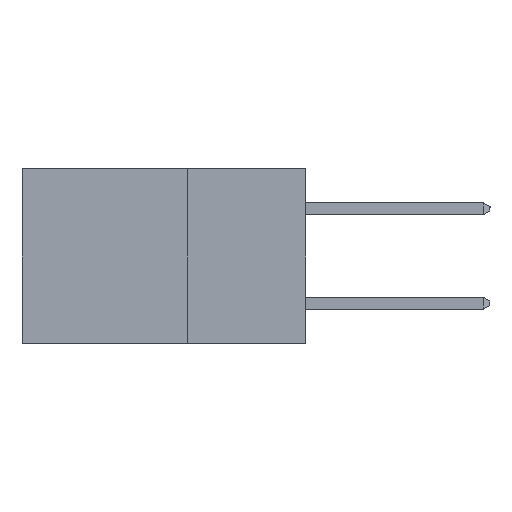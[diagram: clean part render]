
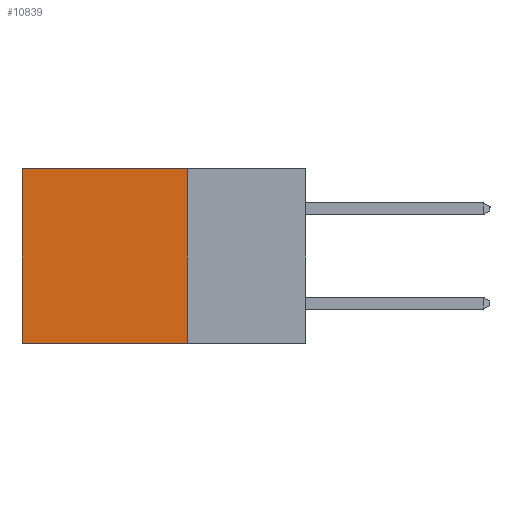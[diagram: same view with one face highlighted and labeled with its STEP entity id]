
A CAD part, left-side view. The second image highlights one B-rep face of the part: STEP entity #10839.
In plain terms, the highlighted planar face has unit normal (-1, 0, 0).
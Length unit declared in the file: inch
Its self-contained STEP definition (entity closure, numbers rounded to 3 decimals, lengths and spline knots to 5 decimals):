
#442 = CARTESIAN_POINT ( 'NONE',  ( 0.2615, 0.6, -0.37 ) ) ;
#677 = PLANE ( 'NONE',  #4588 ) ;
#843 = CARTESIAN_POINT ( 'NONE',  ( 0.2615, 0.6, -0.37 ) ) ;
#888 = VECTOR ( 'NONE', #6017, 39.37008 ) ;
#1321 = ORIENTED_EDGE ( 'NONE', *, *, #2289, .T. ) ;
#1333 = VERTEX_POINT ( 'NONE', #11329 ) ;
#1613 = EDGE_LOOP ( 'NONE', ( #1321, #3607, #6171, #10499 ) ) ;
#1743 = VECTOR ( 'NONE', #5244, 39.37008 ) ;
#1898 = EDGE_CURVE ( 'NONE', #11500, #1333, #11735, .T. ) ;
#1964 = CARTESIAN_POINT ( 'NONE',  ( 0.2615, 0.25, 0. ) ) ;
#2210 = CARTESIAN_POINT ( 'NONE',  ( 0.2615, 0.25, 0. ) ) ;
#2289 = EDGE_CURVE ( 'NONE', #1333, #5448, #5003, .T. ) ;
#3554 = DIRECTION ( 'NONE',  ( 0., 0., -1. ) ) ;
#3607 = ORIENTED_EDGE ( 'NONE', *, *, #7264, .F. ) ;
#4220 = VECTOR ( 'NONE', #6064, 39.37008 ) ;
#4588 = AXIS2_PLACEMENT_3D ( 'NONE', #7190, #12069, #3554 ) ;
#5003 = LINE ( 'NONE', #442, #7679 ) ;
#5244 = DIRECTION ( 'NONE',  ( 0., 1., 0. ) ) ;
#5448 = VERTEX_POINT ( 'NONE', #843 ) ;
#6017 = DIRECTION ( 'NONE',  ( 0., 1., 0. ) ) ;
#6064 = DIRECTION ( 'NONE',  ( 0., 0., -1. ) ) ;
#6171 = ORIENTED_EDGE ( 'NONE', *, *, #12133, .F. ) ;
#7190 = CARTESIAN_POINT ( 'NONE',  ( 0.2615, 0.25, -0.37 ) ) ;
#7264 = EDGE_CURVE ( 'NONE', #8995, #5448, #12082, .T. ) ;
#7679 = VECTOR ( 'NONE', #11662, 39.37008 ) ;
#7960 = LINE ( 'NONE', #11971, #4220 ) ;
#8303 = FACE_OUTER_BOUND ( 'NONE', #1613, .T. ) ;
#8995 = VERTEX_POINT ( 'NONE', #11096 ) ;
#10499 = ORIENTED_EDGE ( 'NONE', *, *, #1898, .T. ) ;
#10839 = ADVANCED_FACE ( 'NONE', ( #8303 ), #677, .F. ) ;
#11096 = CARTESIAN_POINT ( 'NONE',  ( 0.2615, 0.25, -0.37 ) ) ;
#11329 = CARTESIAN_POINT ( 'NONE',  ( 0.2615, 0.6, 0. ) ) ;
#11500 = VERTEX_POINT ( 'NONE', #1964 ) ;
#11662 = DIRECTION ( 'NONE',  ( 0., 0., -1. ) ) ;
#11735 = LINE ( 'NONE', #2210, #888 ) ;
#11834 = CARTESIAN_POINT ( 'NONE',  ( 0.2615, 0.25, -0.37 ) ) ;
#11971 = CARTESIAN_POINT ( 'NONE',  ( 0.2615, 0.25, -0.37 ) ) ;
#12069 = DIRECTION ( 'NONE',  ( 1., 0., 0. ) ) ;
#12082 = LINE ( 'NONE', #11834, #1743 ) ;
#12133 = EDGE_CURVE ( 'NONE', #11500, #8995, #7960, .T. ) ;
